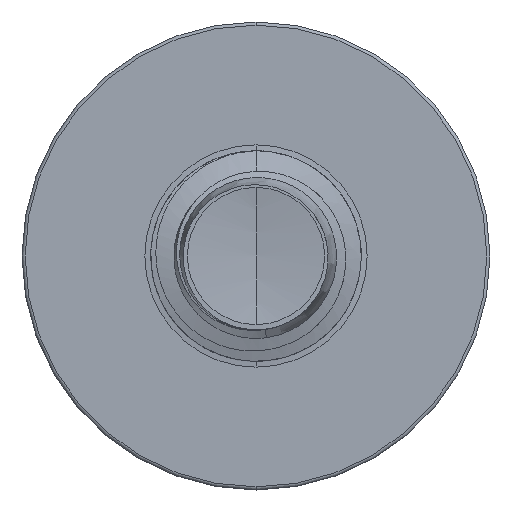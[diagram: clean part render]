
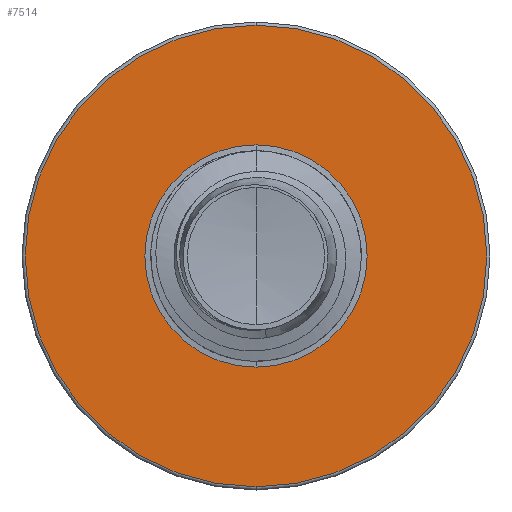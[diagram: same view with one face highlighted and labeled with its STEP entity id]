
A CAD part, front view. The second image highlights one B-rep face of the part: STEP entity #7514.
In plain terms, the highlighted planar face has unit normal (0, -1, 0).
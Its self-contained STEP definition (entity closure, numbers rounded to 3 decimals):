
#20 = AXIS2_PLACEMENT_3D ( 'NONE', #4739, #14383, #6063 ) ;
#473 = EDGE_CURVE ( 'NONE', #15786, #10195, #10445, .T. ) ;
#538 = AXIS2_PLACEMENT_3D ( 'NONE', #6954, #16657, #8320 ) ;
#1471 = CIRCLE ( 'NONE', #538, 2.375 ) ;
#1849 = VERTEX_POINT ( 'NONE', #13955 ) ;
#1945 = EDGE_CURVE ( 'NONE', #10195, #15786, #9340, .T. ) ;
#2022 = CARTESIAN_POINT ( 'NONE',  ( 0., 6., -2.375 ) ) ;
#4395 = CARTESIAN_POINT ( 'NONE',  ( 0., 6., 0. ) ) ;
#4739 = CARTESIAN_POINT ( 'NONE',  ( 0., 6., 0. ) ) ;
#4909 = FACE_BOUND ( 'NONE', #9464, .T. ) ;
#5095 = DIRECTION ( 'NONE',  ( 0., 0., 1. ) ) ;
#5439 = ORIENTED_EDGE ( 'NONE', *, *, #15643, .T. ) ;
#5653 = CARTESIAN_POINT ( 'NONE',  ( 0., 6., 0. ) ) ;
#5717 = DIRECTION ( 'NONE',  ( 0., 0., 1. ) ) ;
#6063 = DIRECTION ( 'NONE',  ( 0., 0., 1. ) ) ;
#6242 = VERTEX_POINT ( 'NONE', #2022 ) ;
#6954 = CARTESIAN_POINT ( 'NONE',  ( 0., 6., 0. ) ) ;
#6988 = DIRECTION ( 'NONE',  ( 0., 0., 1. ) ) ;
#7514 = ADVANCED_FACE ( 'NONE', ( #8476, #4909 ), #10380, .F. ) ;
#8320 = DIRECTION ( 'NONE',  ( 0., 0., 1. ) ) ;
#8476 = FACE_OUTER_BOUND ( 'NONE', #15531, .T. ) ;
#9096 = CARTESIAN_POINT ( 'NONE',  ( 0., 6., -2.375 ) ) ;
#9230 = CARTESIAN_POINT ( 'NONE',  ( 0., 6., 4.933 ) ) ;
#9340 = CIRCLE ( 'NONE', #20, 4.933 ) ;
#9464 = EDGE_LOOP ( 'NONE', ( #5439, #11778 ) ) ;
#9657 = CARTESIAN_POINT ( 'NONE',  ( 0., 6., -4.932 ) ) ;
#9661 = AXIS2_PLACEMENT_3D ( 'NONE', #9096, #13340, #5095 ) ;
#10195 = VERTEX_POINT ( 'NONE', #9230 ) ;
#10380 = PLANE ( 'NONE',  #9661 ) ;
#10445 = CIRCLE ( 'NONE', #12015, 4.933 ) ;
#11479 = AXIS2_PLACEMENT_3D ( 'NONE', #5653, #15329, #6988 ) ;
#11778 = ORIENTED_EDGE ( 'NONE', *, *, #15265, .T. ) ;
#11815 = ORIENTED_EDGE ( 'NONE', *, *, #473, .F. ) ;
#11934 = ORIENTED_EDGE ( 'NONE', *, *, #1945, .F. ) ;
#12015 = AXIS2_PLACEMENT_3D ( 'NONE', #4395, #14006, #5717 ) ;
#13340 = DIRECTION ( 'NONE',  ( 0., 1., 0. ) ) ;
#13955 = CARTESIAN_POINT ( 'NONE',  ( 0., 6., 2.375 ) ) ;
#14006 = DIRECTION ( 'NONE',  ( 0., 1., 0. ) ) ;
#14348 = CIRCLE ( 'NONE', #11479, 2.375 ) ;
#14383 = DIRECTION ( 'NONE',  ( 0., 1., 0. ) ) ;
#15265 = EDGE_CURVE ( 'NONE', #6242, #1849, #1471, .T. ) ;
#15329 = DIRECTION ( 'NONE',  ( 0., 1., 0. ) ) ;
#15531 = EDGE_LOOP ( 'NONE', ( #11934, #11815 ) ) ;
#15643 = EDGE_CURVE ( 'NONE', #1849, #6242, #14348, .T. ) ;
#15786 = VERTEX_POINT ( 'NONE', #9657 ) ;
#16657 = DIRECTION ( 'NONE',  ( 0., 1., 0. ) ) ;
